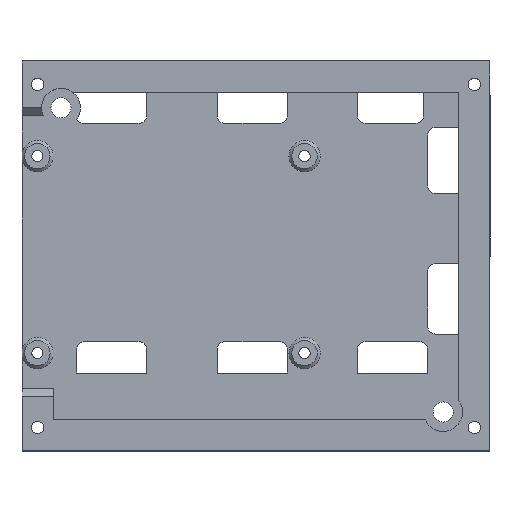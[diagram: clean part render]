
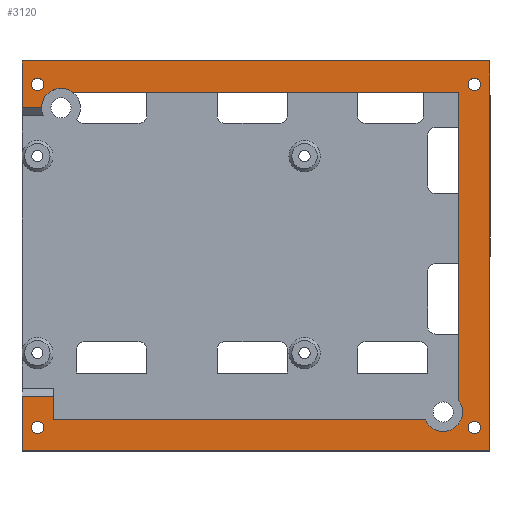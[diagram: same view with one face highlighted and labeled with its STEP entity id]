
A CAD part, top view. The second image highlights one B-rep face of the part: STEP entity #3120.
In plain terms, the highlighted planar face has unit normal (0, 0, 1).
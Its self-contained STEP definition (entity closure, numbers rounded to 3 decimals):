
#90=FACE_BOUND('',#546,.T.);
#91=FACE_BOUND('',#547,.T.);
#92=FACE_BOUND('',#548,.T.);
#93=FACE_BOUND('',#549,.T.);
#206=PLANE('',#3379);
#358=FACE_OUTER_BOUND('',#545,.T.);
#545=EDGE_LOOP('',(#2896,#2897,#2898,#2899,#2900,#2901,#2902,#2903,#2904,
#2905,#2906,#2907,#2908));
#546=EDGE_LOOP('',(#2909));
#547=EDGE_LOOP('',(#2910));
#548=EDGE_LOOP('',(#2911));
#549=EDGE_LOOP('',(#2912));
#617=LINE('',#4447,#966);
#628=LINE('',#4473,#977);
#892=LINE('',#5088,#1241);
#894=LINE('',#5092,#1243);
#896=LINE('',#5096,#1245);
#897=LINE('',#5098,#1246);
#898=LINE('',#5104,#1247);
#899=LINE('',#5106,#1248);
#900=LINE('',#5107,#1249);
#901=LINE('',#5109,#1250);
#902=LINE('',#5110,#1251);
#966=VECTOR('',#3569,10.);
#977=VECTOR('',#3594,10.);
#1241=VECTOR('',#4186,10.);
#1243=VECTOR('',#4190,10.);
#1245=VECTOR('',#4194,10.);
#1246=VECTOR('',#4197,10.);
#1247=VECTOR('',#4204,10.);
#1248=VECTOR('',#4205,10.);
#1249=VECTOR('',#4206,10.);
#1250=VECTOR('',#4207,10.);
#1251=VECTOR('',#4208,10.);
#1322=CIRCLE('',#3283,1.6);
#1333=CIRCLE('',#3318,1.6);
#1339=CIRCLE('',#3343,1.6);
#1345=CIRCLE('',#3364,1.6);
#1346=CIRCLE('',#3372,5.);
#1347=CIRCLE('',#3378,5.);
#1434=VERTEX_POINT('',#4444);
#1435=VERTEX_POINT('',#4446);
#1442=VERTEX_POINT('',#4470);
#1443=VERTEX_POINT('',#4472);
#1513=VERTEX_POINT('',#4718);
#1563=VERTEX_POINT('',#4869);
#1595=VERTEX_POINT('',#4971);
#1622=VERTEX_POINT('',#5053);
#1628=VERTEX_POINT('',#5080);
#1629=VERTEX_POINT('',#5082);
#1630=VERTEX_POINT('',#5086);
#1631=VERTEX_POINT('',#5090);
#1632=VERTEX_POINT('',#5094);
#1633=VERTEX_POINT('',#5102);
#1634=VERTEX_POINT('',#5103);
#1635=VERTEX_POINT('',#5105);
#1636=VERTEX_POINT('',#5108);
#1740=EDGE_CURVE('',#1435,#1434,#617,.T.);
#1753=EDGE_CURVE('',#1443,#1442,#628,.T.);
#1878=EDGE_CURVE('',#1513,#1513,#1322,.T.);
#1955=EDGE_CURVE('',#1563,#1563,#1333,.T.);
#2006=EDGE_CURVE('',#1595,#1595,#1339,.T.);
#2046=EDGE_CURVE('',#1622,#1622,#1345,.T.);
#2060=EDGE_CURVE('',#1629,#1628,#1346,.T.);
#2063=EDGE_CURVE('',#1628,#1630,#892,.T.);
#2065=EDGE_CURVE('',#1630,#1631,#894,.T.);
#2067=EDGE_CURVE('',#1631,#1632,#896,.T.);
#2068=EDGE_CURVE('',#1442,#1629,#897,.T.);
#2069=EDGE_CURVE('',#1434,#1443,#1347,.T.);
#2070=EDGE_CURVE('',#1633,#1634,#898,.T.);
#2071=EDGE_CURVE('',#1634,#1635,#899,.T.);
#2072=EDGE_CURVE('',#1635,#1435,#900,.T.);
#2073=EDGE_CURVE('',#1632,#1636,#901,.T.);
#2074=EDGE_CURVE('',#1636,#1633,#902,.T.);
#2896=ORIENTED_EDGE('',*,*,#2070,.T.);
#2897=ORIENTED_EDGE('',*,*,#2071,.T.);
#2898=ORIENTED_EDGE('',*,*,#2072,.T.);
#2899=ORIENTED_EDGE('',*,*,#1740,.T.);
#2900=ORIENTED_EDGE('',*,*,#2069,.T.);
#2901=ORIENTED_EDGE('',*,*,#1753,.T.);
#2902=ORIENTED_EDGE('',*,*,#2068,.T.);
#2903=ORIENTED_EDGE('',*,*,#2060,.T.);
#2904=ORIENTED_EDGE('',*,*,#2063,.T.);
#2905=ORIENTED_EDGE('',*,*,#2065,.T.);
#2906=ORIENTED_EDGE('',*,*,#2067,.T.);
#2907=ORIENTED_EDGE('',*,*,#2073,.T.);
#2908=ORIENTED_EDGE('',*,*,#2074,.T.);
#2909=ORIENTED_EDGE('',*,*,#1878,.T.);
#2910=ORIENTED_EDGE('',*,*,#1955,.T.);
#2911=ORIENTED_EDGE('',*,*,#2006,.T.);
#2912=ORIENTED_EDGE('',*,*,#2046,.T.);
#3120=ADVANCED_FACE('',(#358,#90,#91,#92,#93),#206,.T.);
#3283=AXIS2_PLACEMENT_3D('',#4720,#3844,#3845);
#3318=AXIS2_PLACEMENT_3D('',#4871,#3980,#3981);
#3343=AXIS2_PLACEMENT_3D('',#4973,#4075,#4076);
#3364=AXIS2_PLACEMENT_3D('',#5055,#4151,#4152);
#3372=AXIS2_PLACEMENT_3D('',#5083,#4180,#4181);
#3378=AXIS2_PLACEMENT_3D('',#5100,#4200,#4201);
#3379=AXIS2_PLACEMENT_3D('',#5101,#4202,#4203);
#3569=DIRECTION('',(1.,0.001,0.));
#3594=DIRECTION('',(1.,0.,0.));
#3844=DIRECTION('center_axis',(0.,0.,
-1.));
#3845=DIRECTION('ref_axis',(-1.,0.,0.));
#3980=DIRECTION('center_axis',(0.,0.,
-1.));
#3981=DIRECTION('ref_axis',(1.,0.,0.));
#4075=DIRECTION('center_axis',(0.,0.,
-1.));
#4076=DIRECTION('ref_axis',(-1.,0.,0.));
#4151=DIRECTION('center_axis',(0.,0.,
-1.));
#4152=DIRECTION('ref_axis',(1.,0.,0.));
#4180=DIRECTION('center_axis',(0.,0.,
-1.));
#4181=DIRECTION('ref_axis',(1.,0.,0.));
#4186=DIRECTION('',(-1.,0.,0.));
#4190=DIRECTION('',(0.,1.,0.));
#4194=DIRECTION('',(-1.,0.,0.));
#4197=DIRECTION('',(0.,-1.,0.));
#4200=DIRECTION('center_axis',(0.,0.,
-1.));
#4201=DIRECTION('ref_axis',(1.,0.,0.));
#4202=DIRECTION('center_axis',(0.,0.,
1.));
#4203=DIRECTION('ref_axis',(1.,0.,0.));
#4204=DIRECTION('',(0.,1.,0.));
#4205=DIRECTION('',(-1.,0.,0.));
#4206=DIRECTION('',(0.,-1.,0.));
#4207=DIRECTION('',(0.,-1.,0.));
#4208=DIRECTION('',(1.,0.,0.));
#4444=CARTESIAN_POINT('',(-118.162,241.728,-48.844));
#4446=CARTESIAN_POINT('',(-123.162,241.725,-48.844));
#4447=CARTESIAN_POINT('',(-113.162,241.731,-48.844));
#4470=CARTESIAN_POINT('',(-11.162,245.731,-48.844));
#4472=CARTESIAN_POINT('',(-110.162,245.731,-48.844));
#4473=CARTESIAN_POINT('',(-11.162,245.731,-48.844));
#4718=CARTESIAN_POINT('',(-5.562,159.731,-48.844));
#4720=CARTESIAN_POINT('Origin',(-7.162,159.731,-48.844));
#4869=CARTESIAN_POINT('',(-120.762,159.731,-48.844));
#4871=CARTESIAN_POINT('Origin',(-119.162,159.731,-48.844));
#4971=CARTESIAN_POINT('',(-5.562,247.731,-48.844));
#4973=CARTESIAN_POINT('Origin',(-7.162,247.731,-48.844));
#5053=CARTESIAN_POINT('',(-120.762,247.731,-48.844));
#5055=CARTESIAN_POINT('Origin',(-119.162,247.731,-48.844));
#5080=CARTESIAN_POINT('',(-19.744,161.731,-48.844));
#5082=CARTESIAN_POINT('',(-11.162,166.731,-48.844));
#5083=CARTESIAN_POINT('Origin',(-15.162,163.731,-48.844));
#5086=CARTESIAN_POINT('',(-115.162,161.731,-48.844));
#5088=CARTESIAN_POINT('',(-115.162,161.731,-48.844));
#5090=CARTESIAN_POINT('',(-115.162,167.731,-48.844));
#5092=CARTESIAN_POINT('',(-115.162,167.731,-48.844));
#5094=CARTESIAN_POINT('',(-123.162,167.731,-48.844));
#5096=CARTESIAN_POINT('',(-123.162,167.731,-48.844));
#5098=CARTESIAN_POINT('',(-11.162,237.731,-48.844));
#5100=CARTESIAN_POINT('Origin',(-113.162,241.731,-48.844));
#5101=CARTESIAN_POINT('Origin',(-63.162,203.731,-48.844));
#5102=CARTESIAN_POINT('',(-3.162,153.731,-48.844));
#5103=CARTESIAN_POINT('',(-3.162,253.731,-48.844));
#5104=CARTESIAN_POINT('',(-3.162,153.731,-48.844));
#5105=CARTESIAN_POINT('',(-123.162,253.731,-48.844));
#5106=CARTESIAN_POINT('',(-3.162,253.731,-48.844));
#5107=CARTESIAN_POINT('',(-123.162,253.731,-48.844));
#5108=CARTESIAN_POINT('',(-123.162,153.731,-48.844));
#5109=CARTESIAN_POINT('',(-123.162,161.731,-48.844));
#5110=CARTESIAN_POINT('',(-3.162,153.731,-48.844));
